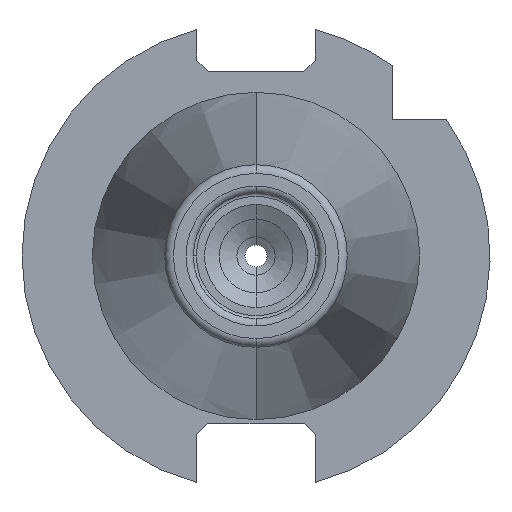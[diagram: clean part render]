
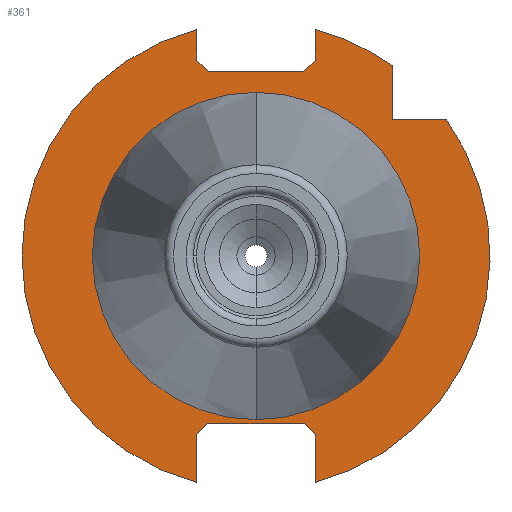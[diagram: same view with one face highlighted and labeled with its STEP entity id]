
A CAD part, left-side view. The second image highlights one B-rep face of the part: STEP entity #361.
In plain terms, the highlighted planar face has unit normal (-1, 0, 0).
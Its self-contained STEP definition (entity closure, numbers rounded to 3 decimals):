
#16 = EDGE_CURVE ( 'NONE', #679, #758, #1896, .T. ) ;
#17 = EDGE_CURVE ( 'NONE', #546, #1270, #1557, .T. ) ;
#18 = EDGE_CURVE ( 'NONE', #1750, #1914, #1890, .T. ) ;
#27 = AXIS2_PLACEMENT_3D ( 'NONE', #2500, #2720, #2656 ) ;
#28 = EDGE_CURVE ( 'NONE', #1263, #1971, #1752, .T. ) ;
#54 = EDGE_CURVE ( 'NONE', #2006, #1517, #1812, .T. ) ;
#66 = EDGE_CURVE ( 'NONE', #758, #546, #1539, .T. ) ;
#87 = EDGE_CURVE ( 'NONE', #1796, #679, #2041, .T. ) ;
#92 = EDGE_CURVE ( 'NONE', #1517, #1916, #1892, .T. ) ;
#93 = EDGE_CURVE ( 'NONE', #1916, #1796, #1165, .T. ) ;
#107 = EDGE_CURVE ( 'NONE', #543, #1750, #1631, .T. ) ;
#113 = AXIS2_PLACEMENT_3D ( 'NONE', #2557, #2650, #2666 ) ;
#127 = EDGE_CURVE ( 'NONE', #733, #486, #1596, .T. ) ;
#132 = EDGE_CURVE ( 'NONE', #1914, #1715, #1671, .T. ) ;
#135 = EDGE_CURVE ( 'NONE', #571, #2006, #1686, .T. ) ;
#142 = EDGE_CURVE ( 'NONE', #1971, #543, #1625, .T. ) ;
#173 = AXIS2_PLACEMENT_3D ( 'NONE', #2207, #2156, #2090 ) ;
#199 = AXIS2_PLACEMENT_3D ( 'NONE', #2110, #2175, #2169 ) ;
#231 = AXIS2_PLACEMENT_3D ( 'NONE', #992, #607, #573 ) ;
#236 = AXIS2_PLACEMENT_3D ( 'NONE', #562, #946, #763 ) ;
#361 = ADVANCED_FACE ( 'NONE', ( #1993, #1717 ), #530, .F. ) ;
#424 = EDGE_CURVE ( 'NONE', #1270, #1263, #1620, .T. ) ;
#456 = CARTESIAN_POINT ( 'NONE',  ( 71.6, 6.45, 25. ) ) ;
#482 = CARTESIAN_POINT ( 'NONE',  ( 71.6, -8.05, -30.738 ) ) ;
#486 = VERTEX_POINT ( 'NONE', #586 ) ;
#530 = PLANE ( 'NONE',  #236 ) ;
#543 = VERTEX_POINT ( 'NONE', #929 ) ;
#546 = VERTEX_POINT ( 'NONE', #1000 ) ;
#562 = CARTESIAN_POINT ( 'NONE',  ( 71.6, 22.225, 0. ) ) ;
#571 = VERTEX_POINT ( 'NONE', #798 ) ;
#573 = DIRECTION ( 'NONE',  ( 0., 0., 1. ) ) ;
#586 = CARTESIAN_POINT ( 'NONE',  ( 71.6, 0., 22.225 ) ) ;
#590 = CARTESIAN_POINT ( 'NONE',  ( 71.6, 8.05, 30.738 ) ) ;
#607 = DIRECTION ( 'NONE',  ( -1., 0., 0. ) ) ;
#654 = CARTESIAN_POINT ( 'NONE',  ( 71.6, -6.45, 25. ) ) ;
#679 = VERTEX_POINT ( 'NONE', #654 ) ;
#728 = CARTESIAN_POINT ( 'NONE',  ( 71.6, -8.05, 30.738 ) ) ;
#733 = VERTEX_POINT ( 'NONE', #1044 ) ;
#754 = CARTESIAN_POINT ( 'NONE',  ( 71.6, -8.05, -24.3 ) ) ;
#758 = VERTEX_POINT ( 'NONE', #456 ) ;
#760 = CARTESIAN_POINT ( 'NONE',  ( 71.6, 8.05, -24.3 ) ) ;
#763 = DIRECTION ( 'NONE',  ( 0., 0., -1. ) ) ;
#779 = CARTESIAN_POINT ( 'NONE',  ( 71.6, 8.05, -30.738 ) ) ;
#798 = CARTESIAN_POINT ( 'NONE',  ( 71.6, -25.834, 18.5 ) ) ;
#877 = CARTESIAN_POINT ( 'NONE',  ( 71.6, -18.5, 25.834 ) ) ;
#910 = CARTESIAN_POINT ( 'NONE',  ( 71.6, -18.5, 18.5 ) ) ;
#929 = CARTESIAN_POINT ( 'NONE',  ( 71.6, 6.55, -22.8 ) ) ;
#946 = DIRECTION ( 'NONE',  ( 1., 0., 0. ) ) ;
#992 = CARTESIAN_POINT ( 'NONE',  ( 71.6, 0., 0. ) ) ;
#1000 = CARTESIAN_POINT ( 'NONE',  ( 71.6, 8.05, 26.6 ) ) ;
#1044 = CARTESIAN_POINT ( 'NONE',  ( 71.6, 0., -22.225 ) ) ;
#1062 = CARTESIAN_POINT ( 'NONE',  ( 71.6, -8.05, 26.6 ) ) ;
#1073 = CARTESIAN_POINT ( 'NONE',  ( 71.6, -6.55, -22.8 ) ) ;
#1160 = ORIENTED_EDGE ( 'NONE', *, *, #127, .F. ) ;
#1162 = ORIENTED_EDGE ( 'NONE', *, *, #2279, .T. ) ;
#1165 = LINE ( 'NONE', #2478, #1740 ) ;
#1168 = ORIENTED_EDGE ( 'NONE', *, *, #132, .T. ) ;
#1223 = EDGE_LOOP ( 'NONE', ( #1505, #1168, #1162, #1409, #1895, #1403, #1795, #1318, #1402, #1339, #1922, #1978, #1508, #1544, #1730 ) ) ;
#1263 = VERTEX_POINT ( 'NONE', #779 ) ;
#1270 = VERTEX_POINT ( 'NONE', #590 ) ;
#1318 = ORIENTED_EDGE ( 'NONE', *, *, #87, .T. ) ;
#1339 = ORIENTED_EDGE ( 'NONE', *, *, #66, .T. ) ;
#1401 = VECTOR ( 'NONE', #2735, 1000. ) ;
#1402 = ORIENTED_EDGE ( 'NONE', *, *, #16, .T. ) ;
#1403 = ORIENTED_EDGE ( 'NONE', *, *, #92, .T. ) ;
#1409 = ORIENTED_EDGE ( 'NONE', *, *, #135, .T. ) ;
#1411 = ORIENTED_EDGE ( 'NONE', *, *, #2285, .F. ) ;
#1501 = VECTOR ( 'NONE', #2700, 1000. ) ;
#1505 = ORIENTED_EDGE ( 'NONE', *, *, #18, .T. ) ;
#1508 = ORIENTED_EDGE ( 'NONE', *, *, #28, .T. ) ;
#1517 = VERTEX_POINT ( 'NONE', #877 ) ;
#1539 = LINE ( 'NONE', #2525, #1685 ) ;
#1544 = ORIENTED_EDGE ( 'NONE', *, *, #142, .T. ) ;
#1557 = LINE ( 'NONE', #2550, #1899 ) ;
#1567 = VECTOR ( 'NONE', #2574, 1000. ) ;
#1588 = EDGE_LOOP ( 'NONE', ( #1411, #1160 ) ) ;
#1596 = CIRCLE ( 'NONE', #113, 22.225 ) ;
#1620 = CIRCLE ( 'NONE', #231, 31.775 ) ;
#1625 = LINE ( 'NONE', #2717, #1743 ) ;
#1631 = LINE ( 'NONE', #2599, #1824 ) ;
#1671 = LINE ( 'NONE', #2592, #1822 ) ;
#1685 = VECTOR ( 'NONE', #2480, 1000. ) ;
#1686 = LINE ( 'NONE', #2657, #1567 ) ;
#1715 = VERTEX_POINT ( 'NONE', #482 ) ;
#1717 = FACE_OUTER_BOUND ( 'NONE', #1223, .T. ) ;
#1730 = ORIENTED_EDGE ( 'NONE', *, *, #107, .T. ) ;
#1740 = VECTOR ( 'NONE', #2687, 1000. ) ;
#1743 = VECTOR ( 'NONE', #2560, 1000. ) ;
#1750 = VERTEX_POINT ( 'NONE', #1073 ) ;
#1752 = LINE ( 'NONE', #2552, #1901 ) ;
#1795 = ORIENTED_EDGE ( 'NONE', *, *, #93, .T. ) ;
#1796 = VERTEX_POINT ( 'NONE', #1062 ) ;
#1812 = LINE ( 'NONE', #2520, #2056 ) ;
#1822 = VECTOR ( 'NONE', #2705, 1000. ) ;
#1824 = VECTOR ( 'NONE', #2587, 1000. ) ;
#1848 = VECTOR ( 'NONE', #2538, 1000. ) ;
#1890 = LINE ( 'NONE', #2477, #1401 ) ;
#1892 = CIRCLE ( 'NONE', #27, 31.775 ) ;
#1895 = ORIENTED_EDGE ( 'NONE', *, *, #54, .T. ) ;
#1896 = LINE ( 'NONE', #2745, #1848 ) ;
#1899 = VECTOR ( 'NONE', #2634, 1000. ) ;
#1901 = VECTOR ( 'NONE', #2730, 1000. ) ;
#1914 = VERTEX_POINT ( 'NONE', #754 ) ;
#1916 = VERTEX_POINT ( 'NONE', #728 ) ;
#1922 = ORIENTED_EDGE ( 'NONE', *, *, #17, .T. ) ;
#1971 = VERTEX_POINT ( 'NONE', #760 ) ;
#1978 = ORIENTED_EDGE ( 'NONE', *, *, #424, .T. ) ;
#1993 = FACE_BOUND ( 'NONE', #1588, .T. ) ;
#2006 = VERTEX_POINT ( 'NONE', #910 ) ;
#2041 = LINE ( 'NONE', #2631, #1501 ) ;
#2056 = VECTOR ( 'NONE', #2677, 1000. ) ;
#2090 = DIRECTION ( 'NONE',  ( 0., 0., 1. ) ) ;
#2110 = CARTESIAN_POINT ( 'NONE',  ( 71.6, 0., 0. ) ) ;
#2156 = DIRECTION ( 'NONE',  ( -1., 0., 0. ) ) ;
#2169 = DIRECTION ( 'NONE',  ( 0., 0., 1. ) ) ;
#2175 = DIRECTION ( 'NONE',  ( -1., 0., 0. ) ) ;
#2207 = CARTESIAN_POINT ( 'NONE',  ( 71.6, 0., 0. ) ) ;
#2279 = EDGE_CURVE ( 'NONE', #1715, #571, #2423, .T. ) ;
#2285 = EDGE_CURVE ( 'NONE', #486, #733, #2374, .T. ) ;
#2374 = CIRCLE ( 'NONE', #173, 22.225 ) ;
#2423 = CIRCLE ( 'NONE', #199, 31.775 ) ;
#2477 = CARTESIAN_POINT ( 'NONE',  ( 71.6, 19.238, 2.987 ) ) ;
#2478 = CARTESIAN_POINT ( 'NONE',  ( 71.6, -8.05, 0. ) ) ;
#2480 = DIRECTION ( 'NONE',  ( 0., 0.707, 0.707 ) ) ;
#2500 = CARTESIAN_POINT ( 'NONE',  ( 71.6, 0., 0. ) ) ;
#2520 = CARTESIAN_POINT ( 'NONE',  ( 71.6, -18.5, 0. ) ) ;
#2525 = CARTESIAN_POINT ( 'NONE',  ( 71.6, 1.838, 20.388 ) ) ;
#2538 = DIRECTION ( 'NONE',  ( 0., 1., 0. ) ) ;
#2550 = CARTESIAN_POINT ( 'NONE',  ( 71.6, 8.05, 0. ) ) ;
#2552 = CARTESIAN_POINT ( 'NONE',  ( 71.6, 8.05, 0. ) ) ;
#2557 = CARTESIAN_POINT ( 'NONE',  ( 71.6, 0., 0. ) ) ;
#2560 = DIRECTION ( 'NONE',  ( 0., -0.707, 0.707 ) ) ;
#2574 = DIRECTION ( 'NONE',  ( 0., 1., 0. ) ) ;
#2587 = DIRECTION ( 'NONE',  ( 0., -1., 0. ) ) ;
#2592 = CARTESIAN_POINT ( 'NONE',  ( 71.6, -8.05, 0. ) ) ;
#2599 = CARTESIAN_POINT ( 'NONE',  ( 71.6, 22.225, -22.8 ) ) ;
#2631 = CARTESIAN_POINT ( 'NONE',  ( 71.6, 20.388, -1.837 ) ) ;
#2634 = DIRECTION ( 'NONE',  ( 0., 0., 1. ) ) ;
#2650 = DIRECTION ( 'NONE',  ( -1., 0., 0. ) ) ;
#2656 = DIRECTION ( 'NONE',  ( 0., 0., 1. ) ) ;
#2657 = CARTESIAN_POINT ( 'NONE',  ( 71.6, 22.225, 18.5 ) ) ;
#2666 = DIRECTION ( 'NONE',  ( 0., 0., 1. ) ) ;
#2677 = DIRECTION ( 'NONE',  ( 0., 0., 1. ) ) ;
#2687 = DIRECTION ( 'NONE',  ( 0., 0., -1. ) ) ;
#2700 = DIRECTION ( 'NONE',  ( 0., 0.707, -0.707 ) ) ;
#2705 = DIRECTION ( 'NONE',  ( 0., 0., -1. ) ) ;
#2717 = CARTESIAN_POINT ( 'NONE',  ( 71.6, 2.988, -19.238 ) ) ;
#2720 = DIRECTION ( 'NONE',  ( -1., 0., 0. ) ) ;
#2730 = DIRECTION ( 'NONE',  ( 0., 0., 1. ) ) ;
#2735 = DIRECTION ( 'NONE',  ( 0., -0.707, -0.707 ) ) ;
#2745 = CARTESIAN_POINT ( 'NONE',  ( 71.6, 22.225, 25. ) ) ;
